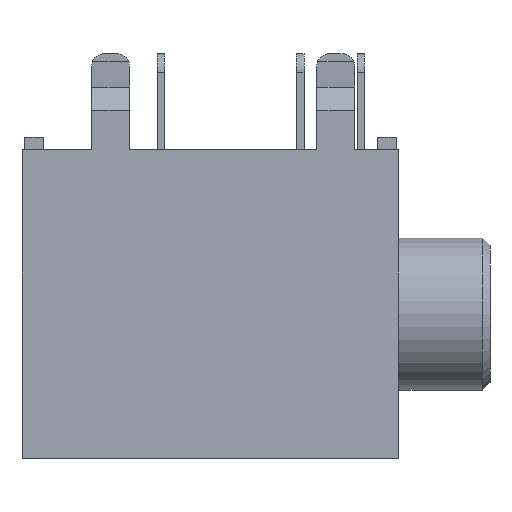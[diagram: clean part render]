
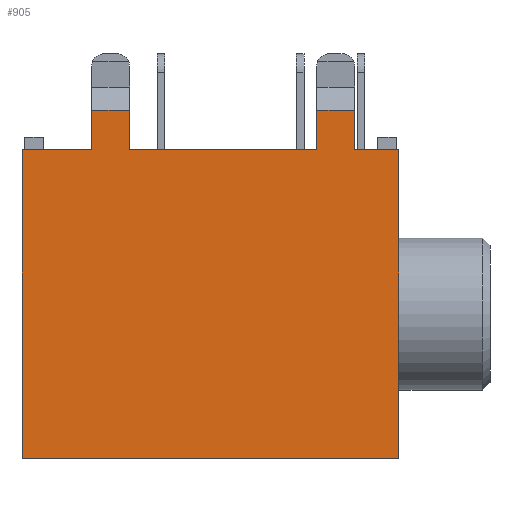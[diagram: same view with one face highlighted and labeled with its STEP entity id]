
A CAD part, front view. The second image highlights one B-rep face of the part: STEP entity #905.
In plain terms, the highlighted planar face has unit normal (0, -1, 0).
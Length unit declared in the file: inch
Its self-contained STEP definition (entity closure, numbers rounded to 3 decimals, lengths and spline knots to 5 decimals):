
#47 = LINE ( 'NONE', #766, #67 ) ;
#48 = LINE ( 'NONE', #239, #1076 ) ;
#52 = EDGE_CURVE ( 'NONE', #1250, #995, #95, .T. ) ;
#67 = VECTOR ( 'NONE', #982, 39.37008 ) ;
#88 = FACE_OUTER_BOUND ( 'NONE', #749, .T. ) ;
#95 = LINE ( 'NONE', #2143, #1561 ) ;
#163 = CARTESIAN_POINT ( 'NONE',  ( -0.14173, -0.22047, -0.22441 ) ) ;
#192 = VERTEX_POINT ( 'NONE', #1997 ) ;
#194 = CARTESIAN_POINT ( 'NONE',  ( -0.62008, -0.22047, 0.25591 ) ) ;
#203 = ORIENTED_EDGE ( 'NONE', *, *, #1582, .F. ) ;
#239 = CARTESIAN_POINT ( 'NONE',  ( -0.14173, -0.22047, 0.25591 ) ) ;
#256 = EDGE_CURVE ( 'NONE', #1024, #2156, #399, .T. ) ;
#279 = VERTEX_POINT ( 'NONE', #2038 ) ;
#307 = CARTESIAN_POINT ( 'NONE',  ( -0.26969, -0.22047, 0.25591 ) ) ;
#320 = CARTESIAN_POINT ( 'NONE',  ( -0.21063, -0.22047, 0.31772 ) ) ;
#336 = VERTEX_POINT ( 'NONE', #1572 ) ;
#399 = LINE ( 'NONE', #1689, #1367 ) ;
#424 = CARTESIAN_POINT ( 'NONE',  ( -0.56102, -0.22047, 0.25591 ) ) ;
#431 = ORIENTED_EDGE ( 'NONE', *, *, #1242, .T. ) ;
#451 = VECTOR ( 'NONE', #2367, 39.37008 ) ;
#490 = VECTOR ( 'NONE', #1157, 39.37008 ) ;
#527 = VECTOR ( 'NONE', #628, 39.37008 ) ;
#575 = CARTESIAN_POINT ( 'NONE',  ( -0.72835, -0.22047, 0.25591 ) ) ;
#628 = DIRECTION ( 'NONE',  ( 0., 0., 1. ) ) ;
#642 = EDGE_CURVE ( 'NONE', #1012, #1250, #1336, .T. ) ;
#650 = DIRECTION ( 'NONE',  ( 1., 0., 0. ) ) ;
#669 = EDGE_CURVE ( 'NONE', #765, #995, #2153, .T. ) ;
#735 = LINE ( 'NONE', #163, #1952 ) ;
#749 = EDGE_LOOP ( 'NONE', ( #1316, #1782, #1813, #203, #1867, #1278, #815, #2369, #1144, #1473, #431, #1094 ) ) ;
#751 = VECTOR ( 'NONE', #2094, 39.37008 ) ;
#765 = VERTEX_POINT ( 'NONE', #1872 ) ;
#766 = CARTESIAN_POINT ( 'NONE',  ( -0.21063, -0.22047, 0.25591 ) ) ;
#767 = CARTESIAN_POINT ( 'NONE',  ( -0.14173, -0.22047, 0.25591 ) ) ;
#768 = EDGE_CURVE ( 'NONE', #192, #336, #47, .T. ) ;
#794 = AXIS2_PLACEMENT_3D ( 'NONE', #767, #1177, #810 ) ;
#810 = DIRECTION ( 'NONE',  ( 0., 0., 1. ) ) ;
#815 = ORIENTED_EDGE ( 'NONE', *, *, #1417, .T. ) ;
#905 = ADVANCED_FACE ( 'NONE', ( #88 ), #2295, .F. ) ;
#907 = LINE ( 'NONE', #2026, #2224 ) ;
#910 = CARTESIAN_POINT ( 'NONE',  ( -0.72835, -0.22047, -0.22441 ) ) ;
#917 = LINE ( 'NONE', #194, #2378 ) ;
#981 = CARTESIAN_POINT ( 'NONE',  ( -0.62008, -0.22047, 0.31772 ) ) ;
#982 = DIRECTION ( 'NONE',  ( 0., 0., -1. ) ) ;
#995 = VERTEX_POINT ( 'NONE', #307 ) ;
#1012 = VERTEX_POINT ( 'NONE', #1578 ) ;
#1024 = VERTEX_POINT ( 'NONE', #2344 ) ;
#1076 = VECTOR ( 'NONE', #1693, 39.37008 ) ;
#1088 = VERTEX_POINT ( 'NONE', #1950 ) ;
#1094 = ORIENTED_EDGE ( 'NONE', *, *, #1844, .T. ) ;
#1144 = ORIENTED_EDGE ( 'NONE', *, *, #52, .F. ) ;
#1157 = DIRECTION ( 'NONE',  ( 0., 0., -1. ) ) ;
#1177 = DIRECTION ( 'NONE',  ( 0., 1., 0. ) ) ;
#1198 = EDGE_CURVE ( 'NONE', #336, #279, #907, .T. ) ;
#1241 = LINE ( 'NONE', #320, #2147 ) ;
#1242 = EDGE_CURVE ( 'NONE', #1012, #1980, #1442, .T. ) ;
#1250 = VERTEX_POINT ( 'NONE', #1861 ) ;
#1278 = ORIENTED_EDGE ( 'NONE', *, *, #768, .F. ) ;
#1300 = CARTESIAN_POINT ( 'NONE',  ( -0.56102, -0.22047, 0.31772 ) ) ;
#1316 = ORIENTED_EDGE ( 'NONE', *, *, #1663, .F. ) ;
#1330 = CARTESIAN_POINT ( 'NONE',  ( -0.26969, -0.22047, 0.25591 ) ) ;
#1336 = LINE ( 'NONE', #424, #490 ) ;
#1367 = VECTOR ( 'NONE', #1895, 39.37008 ) ;
#1417 = EDGE_CURVE ( 'NONE', #192, #765, #1241, .T. ) ;
#1442 = LINE ( 'NONE', #1300, #451 ) ;
#1473 = ORIENTED_EDGE ( 'NONE', *, *, #642, .F. ) ;
#1561 = VECTOR ( 'NONE', #650, 39.37008 ) ;
#1572 = CARTESIAN_POINT ( 'NONE',  ( -0.21063, -0.22047, 0.25591 ) ) ;
#1578 = CARTESIAN_POINT ( 'NONE',  ( -0.56102, -0.22047, 0.31772 ) ) ;
#1582 = EDGE_CURVE ( 'NONE', #279, #1024, #735, .T. ) ;
#1658 = DIRECTION ( 'NONE',  ( 0., 0., -1. ) ) ;
#1663 = EDGE_CURVE ( 'NONE', #1088, #2123, #48, .T. ) ;
#1689 = CARTESIAN_POINT ( 'NONE',  ( -0.14173, -0.22047, -0.22441 ) ) ;
#1693 = DIRECTION ( 'NONE',  ( 1., 0., 0. ) ) ;
#1782 = ORIENTED_EDGE ( 'NONE', *, *, #1922, .F. ) ;
#1813 = ORIENTED_EDGE ( 'NONE', *, *, #256, .F. ) ;
#1844 = EDGE_CURVE ( 'NONE', #1980, #2123, #917, .T. ) ;
#1845 = DIRECTION ( 'NONE',  ( 1., 0., 0. ) ) ;
#1861 = CARTESIAN_POINT ( 'NONE',  ( -0.56102, -0.22047, 0.25591 ) ) ;
#1867 = ORIENTED_EDGE ( 'NONE', *, *, #1198, .F. ) ;
#1872 = CARTESIAN_POINT ( 'NONE',  ( -0.26969, -0.22047, 0.31772 ) ) ;
#1895 = DIRECTION ( 'NONE',  ( -1., 0., 0. ) ) ;
#1916 = LINE ( 'NONE', #575, #527 ) ;
#1922 = EDGE_CURVE ( 'NONE', #2156, #1088, #1916, .T. ) ;
#1950 = CARTESIAN_POINT ( 'NONE',  ( -0.72835, -0.22047, 0.25591 ) ) ;
#1952 = VECTOR ( 'NONE', #1658, 39.37008 ) ;
#1980 = VERTEX_POINT ( 'NONE', #981 ) ;
#1997 = CARTESIAN_POINT ( 'NONE',  ( -0.21063, -0.22047, 0.31772 ) ) ;
#2007 = CARTESIAN_POINT ( 'NONE',  ( -0.62008, -0.22047, 0.25591 ) ) ;
#2026 = CARTESIAN_POINT ( 'NONE',  ( -0.14173, -0.22047, 0.25591 ) ) ;
#2034 = DIRECTION ( 'NONE',  ( 0., 0., -1. ) ) ;
#2038 = CARTESIAN_POINT ( 'NONE',  ( -0.14173, -0.22047, 0.25591 ) ) ;
#2094 = DIRECTION ( 'NONE',  ( 0., 0., -1. ) ) ;
#2123 = VERTEX_POINT ( 'NONE', #2007 ) ;
#2143 = CARTESIAN_POINT ( 'NONE',  ( -0.14173, -0.22047, 0.25591 ) ) ;
#2147 = VECTOR ( 'NONE', #2175, 39.37008 ) ;
#2153 = LINE ( 'NONE', #1330, #751 ) ;
#2156 = VERTEX_POINT ( 'NONE', #910 ) ;
#2175 = DIRECTION ( 'NONE',  ( -1., 0., 0. ) ) ;
#2224 = VECTOR ( 'NONE', #1845, 39.37008 ) ;
#2295 = PLANE ( 'NONE',  #794 ) ;
#2344 = CARTESIAN_POINT ( 'NONE',  ( -0.14173, -0.22047, -0.22441 ) ) ;
#2367 = DIRECTION ( 'NONE',  ( -1., 0., 0. ) ) ;
#2369 = ORIENTED_EDGE ( 'NONE', *, *, #669, .T. ) ;
#2378 = VECTOR ( 'NONE', #2034, 39.37008 ) ;
